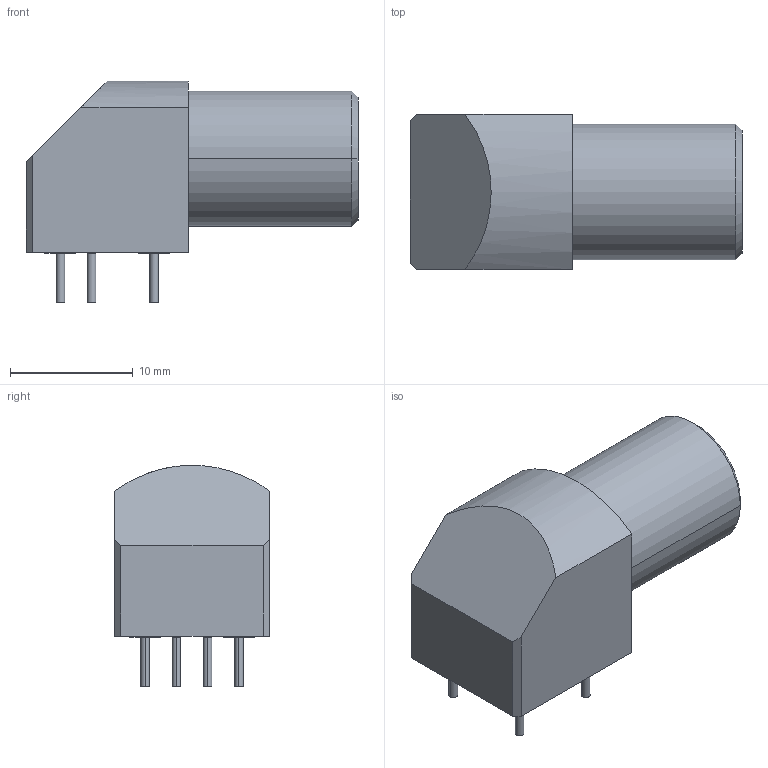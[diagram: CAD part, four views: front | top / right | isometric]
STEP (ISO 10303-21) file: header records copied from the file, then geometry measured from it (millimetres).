
FILE_DESCRIPTION((''),'2;1');
FILE_NAME('LEMO_EPL.1S.302.HLN.stp','2015-10-14T13:30:44',(''),(''),'Mechanical Desktop 2011','Mechanical Desktop 2011',', , ');
FILE_SCHEMA(('AUTOMOTIVE_DESIGN { 1 2 10303 214 1 1 1 1 }'));
Length unit declared in the file: millimetre
Products named in the file (1): Product
Bounding box: 27 x 12.6 x 18 mm (x, y, z)
Volume: 2619.8 mm3; surface area: 2360.9 mm2
Topology: 16 solids, 16 shells, 102 faces, 209 edges, 138 vertices
Faces by surface type: plane 64, cylinder 35, cone 2, sphere 1
Entity records: 2724 total; most frequent: DIRECTION 483, CARTESIAN_POINT 444, ORIENTED_EDGE 410, EDGE_CURVE 205, AXIS2_PLACEMENT_3D 175, VERTEX_POINT 136, VECTOR 133, LINE 133
